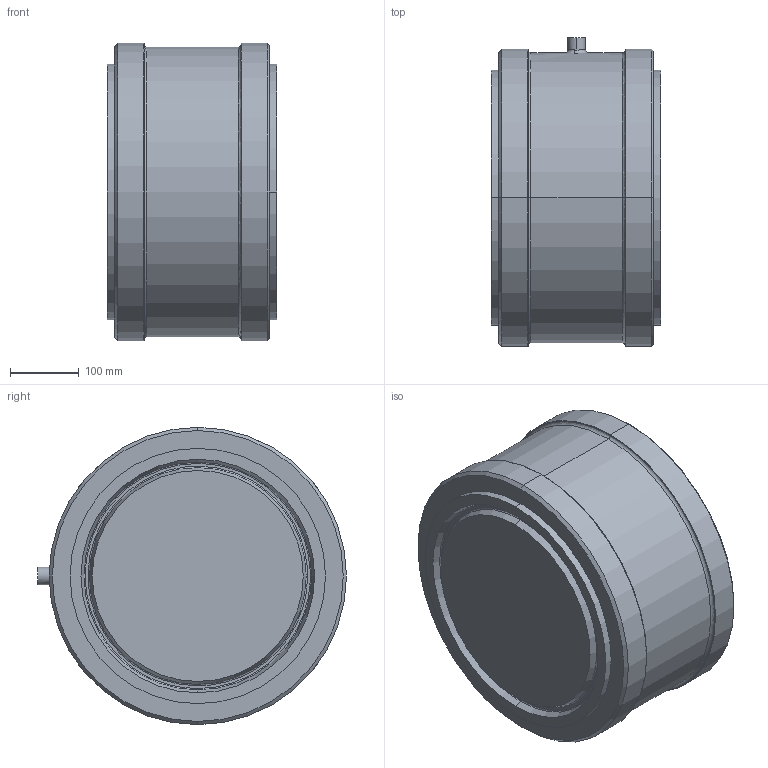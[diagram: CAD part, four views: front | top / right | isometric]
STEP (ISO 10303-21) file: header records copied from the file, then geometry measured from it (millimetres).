
FILE_DESCRIPTION (( 'STEP AP214' ), '1' );
FILE_NAME ('WLC 10-1500 RTJ.STEP', '2022-10-06T12:24:54', ( '' ), ( '' ), 'SwSTEP 2.0', 'SolidWorks 2017', '' );
FILE_SCHEMA (( 'AUTOMOTIVE_DESIGN' ));
Length unit declared in the file: inch
Products named in the file (1): WLC 10-1500 RTJ
Bounding box: 247.65 x 450.15 x 433.32 mm (x, y, z)
Volume: 34335358 mm3; surface area: 657117.3 mm2
Topology: 1 solids, 1 shells, 53 faces, 110 edges, 68 vertices
Faces by surface type: bspline 18, cylinder 12, cone 12, plane 11
Entity records: 5331 total; most frequent: CARTESIAN_POINT 4055, DIRECTION 224, ORIENTED_EDGE 220, EDGE_CURVE 110, AXIS2_PLACEMENT_3D 100, VERTEX_POINT 68, CIRCLE 64, EDGE_LOOP 62
